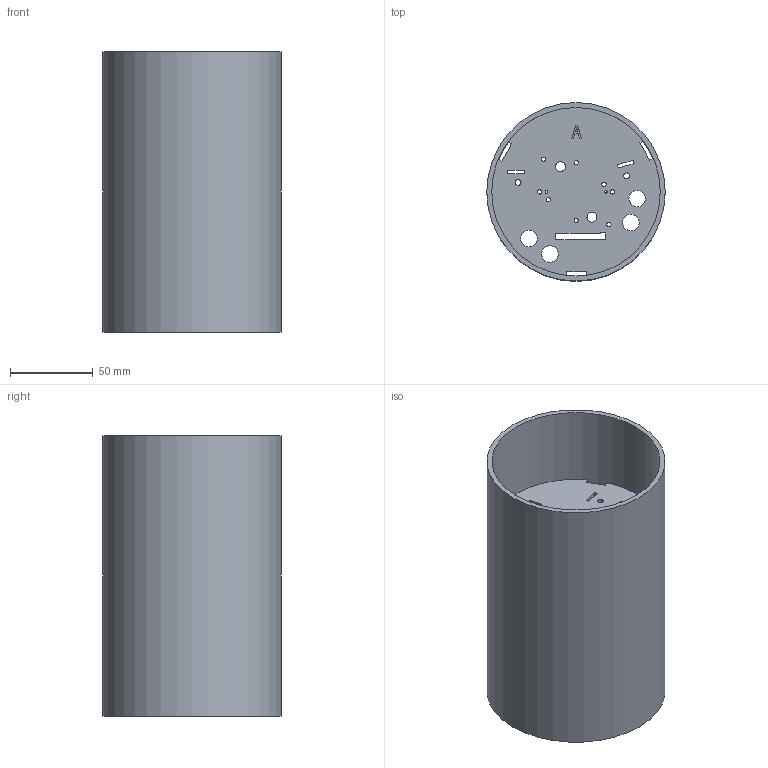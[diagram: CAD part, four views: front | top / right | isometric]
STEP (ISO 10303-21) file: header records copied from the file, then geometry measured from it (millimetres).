
FILE_DESCRIPTION(/* description */ (''),/* implementation_level */ '2;1');
FILE_NAME(/* name */ '101523.1102.000.stp',/* time_stamp */ '2017-01-16T10:16:16+01:00',/* author */ (''),/* organization */ (''),/* preprocessor_version */ 'ST-DEVELOPER v11',/* originating_system */ 'SIEMENS PLM Software NX 7.5',/* authorisation */ '');
FILE_SCHEMA (('CONFIG_CONTROL_DESIGN'));
Length unit declared in the file: millimetre
Products named in the file (4): ELIMINADA_0; 101523.3002.000_0; 101523.1102.000_0
Assembly tree (3 placements, depth 3):
  101523.1102.000_0
    101523.1102.000_0
      101523.3002.000_0
      ELIMINADA_0
Bounding box: 108 x 108 x 170 mm (x, y, z)
Volume: 190813.2 mm3; surface area: 131340.8 mm2
Topology: 2 solids, 2 shells, 103 faces, 304 edges, 207 vertices
Faces by surface type: plane 83, cylinder 20
Full cylindrical faces by diameter (mm): 1.6 x2, 2.6 x8, 3.6 x2, 6 x2, 10 x4, 102 x1, 108 x1
Entity records: 3718 total; most frequent: CARTESIAN_POINT 572, ORIENTED_EDGE 542, DIRECTION 525, EDGE_CURVE 271, LINE 231, VECTOR 231, VERTEX_POINT 194, EDGE_LOOP 169
